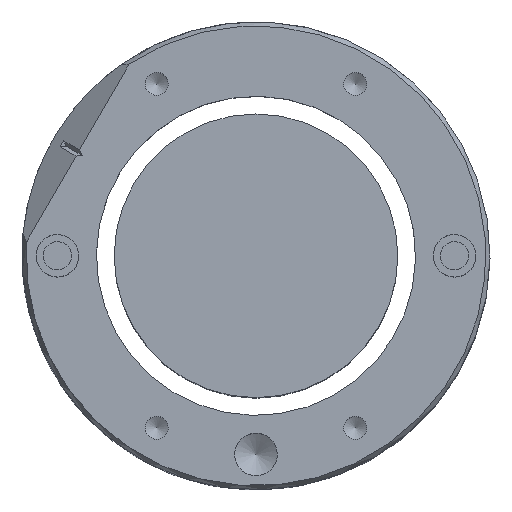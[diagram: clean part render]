
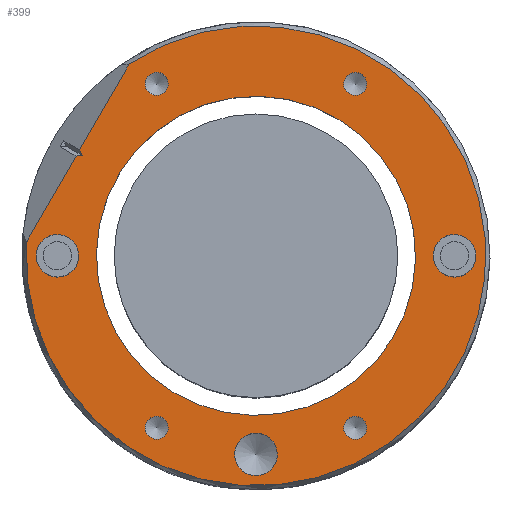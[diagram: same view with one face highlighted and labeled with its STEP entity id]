
A CAD part, top view. The second image highlights one B-rep face of the part: STEP entity #399.
In plain terms, the highlighted planar face has unit normal (0, 0, 1).
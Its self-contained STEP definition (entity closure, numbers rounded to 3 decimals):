
#38=FACE_BOUND('',#76,.T.);
#39=FACE_BOUND('',#77,.T.);
#40=FACE_BOUND('',#78,.T.);
#41=FACE_BOUND('',#79,.T.);
#42=FACE_BOUND('',#80,.T.);
#43=FACE_BOUND('',#81,.T.);
#44=FACE_BOUND('',#82,.T.);
#45=FACE_BOUND('',#83,.T.);
#47=FACE_OUTER_BOUND('',#75,.T.);
#75=EDGE_LOOP('',(#281,#282,#283,#284,#285));
#76=EDGE_LOOP('',(#286));
#77=EDGE_LOOP('',(#287));
#78=EDGE_LOOP('',(#288));
#79=EDGE_LOOP('',(#289));
#80=EDGE_LOOP('',(#290));
#81=EDGE_LOOP('',(#291));
#82=EDGE_LOOP('',(#292));
#83=EDGE_LOOP('',(#293));
#112=LINE('',#636,#139);
#113=LINE('',#638,#140);
#114=LINE('',#640,#141);
#115=LINE('',#641,#142);
#139=VECTOR('',#501,1.);
#140=VECTOR('',#502,1.);
#141=VECTOR('',#503,1.);
#142=VECTOR('',#504,1.);
#166=CIRCLE('',#443,32.423);
#167=CIRCLE('',#444,3.);
#168=CIRCLE('',#445,3.);
#169=CIRCLE('',#446,3.);
#170=CIRCLE('',#447,1.621);
#171=CIRCLE('',#448,1.621);
#172=CIRCLE('',#449,22.5);
#173=CIRCLE('',#450,1.621);
#174=CIRCLE('',#451,1.621);
#190=VERTEX_POINT('',#632);
#191=VERTEX_POINT('',#633);
#192=VERTEX_POINT('',#635);
#193=VERTEX_POINT('',#637);
#194=VERTEX_POINT('',#639);
#195=VERTEX_POINT('',#642);
#196=VERTEX_POINT('',#644);
#197=VERTEX_POINT('',#646);
#198=VERTEX_POINT('',#648);
#199=VERTEX_POINT('',#650);
#200=VERTEX_POINT('',#652);
#201=VERTEX_POINT('',#654);
#202=VERTEX_POINT('',#656);
#227=EDGE_CURVE('',#190,#191,#166,.T.);
#228=EDGE_CURVE('',#191,#192,#112,.T.);
#229=EDGE_CURVE('',#193,#192,#113,.T.);
#230=EDGE_CURVE('',#193,#194,#114,.T.);
#231=EDGE_CURVE('',#194,#190,#115,.T.);
#232=EDGE_CURVE('',#195,#195,#167,.T.);
#233=EDGE_CURVE('',#196,#196,#168,.T.);
#234=EDGE_CURVE('',#197,#197,#169,.T.);
#235=EDGE_CURVE('',#198,#198,#170,.T.);
#236=EDGE_CURVE('',#199,#199,#171,.T.);
#237=EDGE_CURVE('',#200,#200,#172,.T.);
#238=EDGE_CURVE('',#201,#201,#173,.T.);
#239=EDGE_CURVE('',#202,#202,#174,.T.);
#281=ORIENTED_EDGE('',*,*,#227,.T.);
#282=ORIENTED_EDGE('',*,*,#228,.T.);
#283=ORIENTED_EDGE('',*,*,#229,.F.);
#284=ORIENTED_EDGE('',*,*,#230,.T.);
#285=ORIENTED_EDGE('',*,*,#231,.T.);
#286=ORIENTED_EDGE('',*,*,#232,.F.);
#287=ORIENTED_EDGE('',*,*,#233,.F.);
#288=ORIENTED_EDGE('',*,*,#234,.F.);
#289=ORIENTED_EDGE('',*,*,#235,.F.);
#290=ORIENTED_EDGE('',*,*,#236,.F.);
#291=ORIENTED_EDGE('',*,*,#237,.F.);
#292=ORIENTED_EDGE('',*,*,#238,.F.);
#293=ORIENTED_EDGE('',*,*,#239,.F.);
#389=PLANE('',#442);
#399=ADVANCED_FACE('',(#47,#38,#39,#40,#41,#42,#43,#44,#45),#389,.T.);
#442=AXIS2_PLACEMENT_3D('',#631,#497,#498);
#443=AXIS2_PLACEMENT_3D('',#634,#499,#500);
#444=AXIS2_PLACEMENT_3D('',#643,#505,#506);
#445=AXIS2_PLACEMENT_3D('',#645,#507,#508);
#446=AXIS2_PLACEMENT_3D('',#647,#509,#510);
#447=AXIS2_PLACEMENT_3D('',#649,#511,#512);
#448=AXIS2_PLACEMENT_3D('',#651,#513,#514);
#449=AXIS2_PLACEMENT_3D('',#653,#515,#516);
#450=AXIS2_PLACEMENT_3D('',#655,#517,#518);
#451=AXIS2_PLACEMENT_3D('',#657,#519,#520);
#497=DIRECTION('center_axis',(0.,0.,1.));
#498=DIRECTION('ref_axis',(1.,0.,0.));
#499=DIRECTION('center_axis',(0.,0.,1.));
#500=DIRECTION('ref_axis',(-1.,0.,0.));
#501=DIRECTION('',(-0.5,-0.866,0.));
#502=DIRECTION('',(-0.418,0.908,0.));
#503=DIRECTION('',(-0.996,-0.092,0.));
#504=DIRECTION('',(-0.5,-0.866,0.));
#505=DIRECTION('center_axis',(0.,0.,1.));
#506=DIRECTION('ref_axis',(-1.,0.,0.));
#507=DIRECTION('center_axis',(0.,0.,1.));
#508=DIRECTION('ref_axis',(-1.,0.,0.));
#509=DIRECTION('center_axis',(0.,0.,1.));
#510=DIRECTION('ref_axis',(-1.,0.,0.));
#511=DIRECTION('center_axis',(0.,0.,1.));
#512=DIRECTION('ref_axis',(-1.,0.,0.));
#513=DIRECTION('center_axis',(0.,0.,1.));
#514=DIRECTION('ref_axis',(-1.,0.,0.));
#515=DIRECTION('center_axis',(0.,0.,1.));
#516=DIRECTION('ref_axis',(-1.,0.,0.));
#517=DIRECTION('center_axis',(0.,0.,1.));
#518=DIRECTION('ref_axis',(-1.,0.,0.));
#519=DIRECTION('center_axis',(0.,0.,1.));
#520=DIRECTION('ref_axis',(-1.,0.,0.));
#631=CARTESIAN_POINT('Origin',(-22.5,0.,0.));
#632=CARTESIAN_POINT('',(-32.364,1.943,0.));
#633=CARTESIAN_POINT('',(-17.865,27.057,0.));
#634=CARTESIAN_POINT('Origin',(0.,0.,0.));
#635=CARTESIAN_POINT('',(-24.865,14.933,0.));
#636=CARTESIAN_POINT('',(-21.365,20.995,0.));
#637=CARTESIAN_POINT('',(-24.502,14.146,0.));
#638=CARTESIAN_POINT('',(-24.684,14.54,0.));
#639=CARTESIAN_POINT('',(-25.365,14.067,0.));
#640=CARTESIAN_POINT('',(-24.934,14.107,0.));
#641=CARTESIAN_POINT('',(-28.865,8.005,0.));
#642=CARTESIAN_POINT('',(25.367,1.438,0.));
#643=CARTESIAN_POINT('Origin',(28.,0.,0.));
#644=CARTESIAN_POINT('',(-30.633,1.438,0.));
#645=CARTESIAN_POINT('Origin',(-28.,0.,0.));
#646=CARTESIAN_POINT('',(-2.633,-26.562,0.));
#647=CARTESIAN_POINT('Origin',(0.,-28.,0.));
#648=CARTESIAN_POINT('',(12.616,-25.092,0.));
#649=CARTESIAN_POINT('Origin',(14.,-24.249,0.));
#650=CARTESIAN_POINT('',(-15.423,-23.472,0.));
#651=CARTESIAN_POINT('Origin',(-14.,-24.249,0.));
#652=CARTESIAN_POINT('',(19.746,10.787,0.));
#653=CARTESIAN_POINT('Origin',(0.,0.,0.));
#654=CARTESIAN_POINT('',(15.423,23.472,0.));
#655=CARTESIAN_POINT('Origin',(14.,24.249,0.));
#656=CARTESIAN_POINT('',(-12.616,25.092,0.));
#657=CARTESIAN_POINT('Origin',(-14.,24.249,0.));
